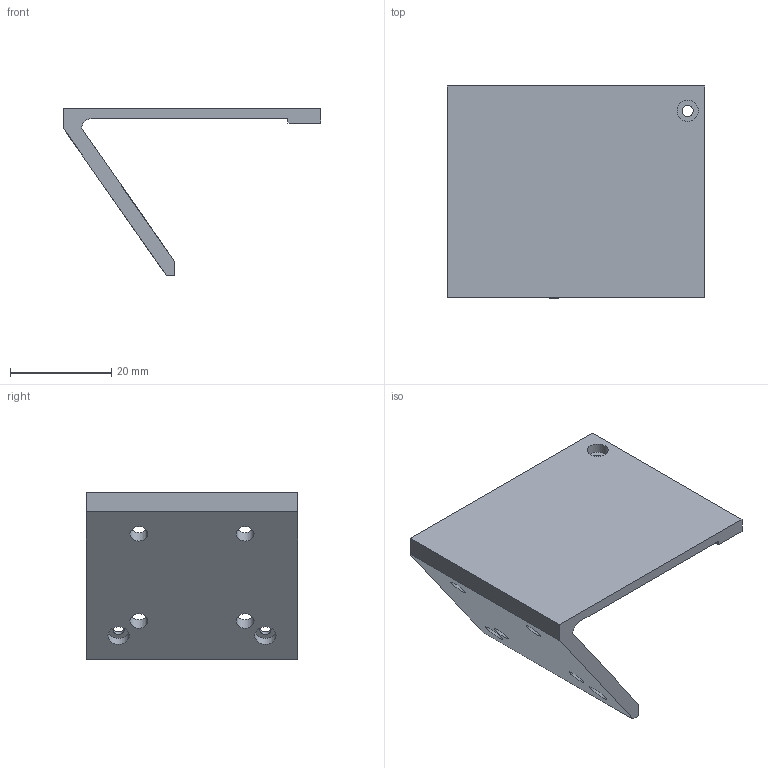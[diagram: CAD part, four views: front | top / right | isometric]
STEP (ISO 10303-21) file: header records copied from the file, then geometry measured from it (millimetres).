
FILE_DESCRIPTION(('HOOPS Exchange Step'),'2;1');
FILE_NAME('temp_export','2026-01-04T14:57:12+01:00',('robin'),('Shapr3D Limited'),'HOOPS Exchange 2025.7','Shapr3D','Authorized');
FILE_SCHEMA( ('AP242_MANAGED_MODEL_BASED_3D_ENGINEERING_MIM_LF {1 0 10303 442 1 1 4}') );
Length unit declared in the file: millimetre
Products named in the file (1): root
Bounding box: 50.9 x 41.8 x 33 mm (x, y, z)
Volume: 8812.8 mm3; surface area: 8034.6 mm2
Topology: 1 solids, 1 shells, 26 faces, 68 edges, 47 vertices
Faces by surface type: plane 15, cylinder 11
Full cylindrical faces by diameter (mm): 2.2 x3, 3.5 x4, 4.2 x3
Entity records: 883 total; most frequent: DIRECTION 151, CARTESIAN_POINT 143, ORIENTED_EDGE 136, EDGE_CURVE 68, AXIS2_PLACEMENT_3D 55, VERTEX_POINT 47, EDGE_LOOP 43, FACE_BOUND 43
